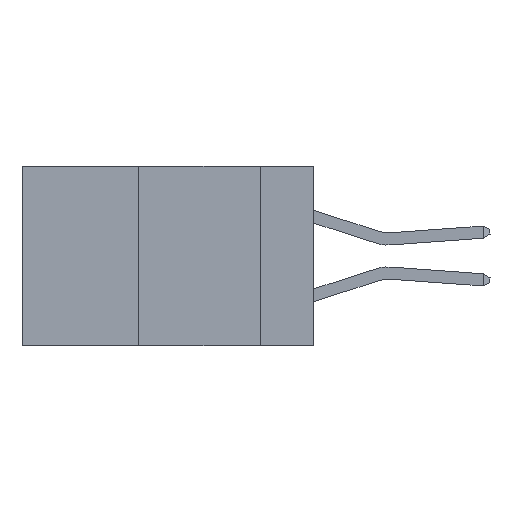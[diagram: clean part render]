
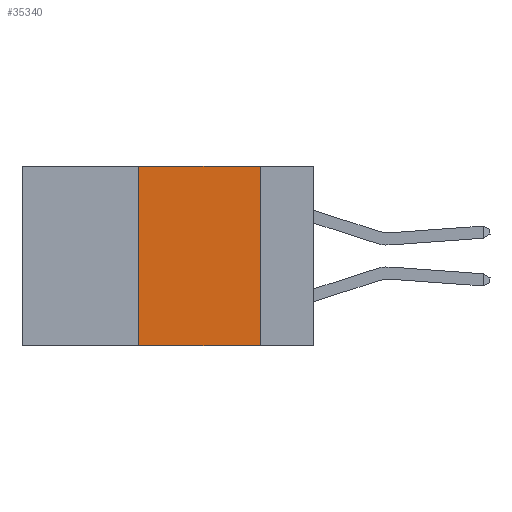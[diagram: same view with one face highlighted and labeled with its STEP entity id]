
A CAD part, left-side view. The second image highlights one B-rep face of the part: STEP entity #35340.
In plain terms, the highlighted planar face has unit normal (-1, 0, 0).
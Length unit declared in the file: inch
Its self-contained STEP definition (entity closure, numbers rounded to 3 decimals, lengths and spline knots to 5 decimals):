
#367 = EDGE_CURVE ( 'NONE', #33876, #14004, #12062, .T. ) ;
#1814 = DIRECTION ( 'NONE',  ( 0., -1., 0. ) ) ;
#3024 = LINE ( 'NONE', #12983, #32768 ) ;
#3545 = VERTEX_POINT ( 'NONE', #13811 ) ;
#3642 = LINE ( 'NONE', #32807, #25650 ) ;
#4702 = VECTOR ( 'NONE', #9061, 39.37008 ) ;
#6422 = VECTOR ( 'NONE', #1814, 39.37008 ) ;
#7382 = CARTESIAN_POINT ( 'NONE',  ( 0., 0.6, 0. ) ) ;
#8222 = EDGE_LOOP ( 'NONE', ( #13358, #28717, #32746, #15132 ) ) ;
#9061 = DIRECTION ( 'NONE',  ( 0., 0., 1. ) ) ;
#10540 = EDGE_CURVE ( 'NONE', #33876, #14916, #3024, .T. ) ;
#11639 = DIRECTION ( 'NONE',  ( 0., 0., -1. ) ) ;
#12062 = LINE ( 'NONE', #33846, #4702 ) ;
#12522 = CARTESIAN_POINT ( 'NONE',  ( 0., 0.36, 0. ) ) ;
#12920 = DIRECTION ( 'NONE',  ( 1., 0., 0. ) ) ;
#12983 = CARTESIAN_POINT ( 'NONE',  ( 0., 0.6, -0.37 ) ) ;
#13358 = ORIENTED_EDGE ( 'NONE', *, *, #29773, .F. ) ;
#13811 = CARTESIAN_POINT ( 'NONE',  ( 0., 0.11, 0. ) ) ;
#14004 = VERTEX_POINT ( 'NONE', #12522 ) ;
#14916 = VERTEX_POINT ( 'NONE', #29784 ) ;
#14974 = FACE_OUTER_BOUND ( 'NONE', #8222, .T. ) ;
#15132 = ORIENTED_EDGE ( 'NONE', *, *, #10540, .T. ) ;
#15500 = LINE ( 'NONE', #21128, #6422 ) ;
#21119 = PLANE ( 'NONE',  #31700 ) ;
#21128 = CARTESIAN_POINT ( 'NONE',  ( 0., 0.6, 0. ) ) ;
#21313 = DIRECTION ( 'NONE',  ( 0., -1., 0. ) ) ;
#23192 = CARTESIAN_POINT ( 'NONE',  ( 0., 0.36, -0.37 ) ) ;
#25650 = VECTOR ( 'NONE', #11639, 39.37008 ) ;
#28717 = ORIENTED_EDGE ( 'NONE', *, *, #33991, .F. ) ;
#29773 = EDGE_CURVE ( 'NONE', #3545, #14916, #3642, .T. ) ;
#29784 = CARTESIAN_POINT ( 'NONE',  ( 0., 0.11, -0.37 ) ) ;
#31700 = AXIS2_PLACEMENT_3D ( 'NONE', #7382, #12920, #32166 ) ;
#32166 = DIRECTION ( 'NONE',  ( 0., 0., -1. ) ) ;
#32746 = ORIENTED_EDGE ( 'NONE', *, *, #367, .F. ) ;
#32768 = VECTOR ( 'NONE', #21313, 39.37008 ) ;
#32807 = CARTESIAN_POINT ( 'NONE',  ( 0., 0.11, 0. ) ) ;
#33846 = CARTESIAN_POINT ( 'NONE',  ( 0., 0.36, 0. ) ) ;
#33876 = VERTEX_POINT ( 'NONE', #23192 ) ;
#33991 = EDGE_CURVE ( 'NONE', #14004, #3545, #15500, .T. ) ;
#35340 = ADVANCED_FACE ( 'NONE', ( #14974 ), #21119, .F. ) ;
